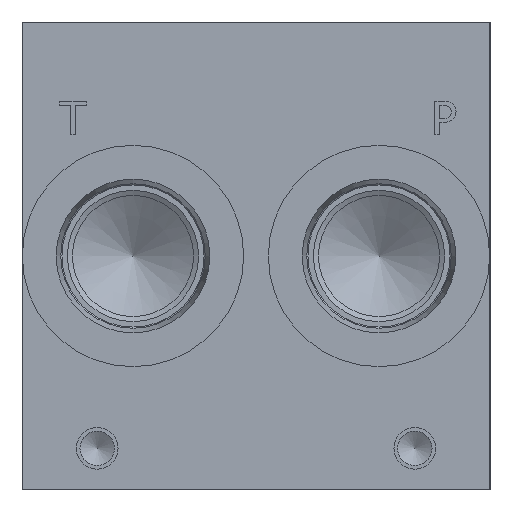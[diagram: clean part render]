
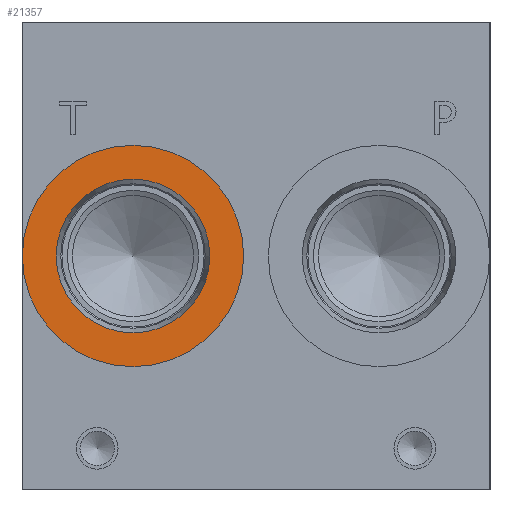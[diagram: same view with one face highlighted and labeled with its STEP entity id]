
A CAD part, left-side view. The second image highlights one B-rep face of the part: STEP entity #21357.
In plain terms, the highlighted planar face has unit normal (-1, 0, 0).
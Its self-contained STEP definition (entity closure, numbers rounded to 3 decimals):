
#673=CIRCLE('',#22388,21.019);
#674=CIRCLE('',#22389,21.019);
#675=CIRCLE('',#22391,14.592);
#676=CIRCLE('',#22392,14.592);
#1822=FACE_BOUND('',#3955,.T.);
#2715=FACE_OUTER_BOUND('',#3954,.T.);
#3954=EDGE_LOOP('',(#17472,#17473));
#3955=EDGE_LOOP('',(#17474,#17475));
#9590=VERTEX_POINT('',#35698);
#9591=VERTEX_POINT('',#35700);
#9592=VERTEX_POINT('',#35704);
#9593=VERTEX_POINT('',#35705);
#12386=EDGE_CURVE('',#9590,#9591,#673,.T.);
#12387=EDGE_CURVE('',#9591,#9590,#674,.T.);
#12388=EDGE_CURVE('',#9592,#9593,#675,.T.);
#12389=EDGE_CURVE('',#9593,#9592,#676,.T.);
#17472=ORIENTED_EDGE('',*,*,#12387,.F.);
#17473=ORIENTED_EDGE('',*,*,#12386,.F.);
#17474=ORIENTED_EDGE('',*,*,#12388,.T.);
#17475=ORIENTED_EDGE('',*,*,#12389,.T.);
#19811=PLANE('',#22390);
#21357=ADVANCED_FACE('',(#2715,#1822),#19811,.F.);
#22388=AXIS2_PLACEMENT_3D('',#35701,#26225,#26226);
#22389=AXIS2_PLACEMENT_3D('',#35702,#26227,#26228);
#22390=AXIS2_PLACEMENT_3D('',#35703,#26229,#26230);
#22391=AXIS2_PLACEMENT_3D('',#35706,#26231,#26232);
#22392=AXIS2_PLACEMENT_3D('',#35707,#26233,#26234);
#26225=DIRECTION('center_axis',(1.,0.,0.));
#26226=DIRECTION('ref_axis',(0.,0.,-1.));
#26227=DIRECTION('center_axis',(1.,0.,0.));
#26228=DIRECTION('ref_axis',(0.,0.,-1.));
#26229=DIRECTION('center_axis',(1.,0.,0.));
#26230=DIRECTION('ref_axis',(0.,0.,-1.));
#26231=DIRECTION('center_axis',(1.,0.,0.));
#26232=DIRECTION('ref_axis',(0.,0.,-1.));
#26233=DIRECTION('center_axis',(1.,0.,0.));
#26234=DIRECTION('ref_axis',(0.,0.,-1.));
#35698=CARTESIAN_POINT('',(0.787,67.818,23.432));
#35700=CARTESIAN_POINT('',(0.787,67.818,65.469));
#35701=CARTESIAN_POINT('Origin',(0.787,67.818,44.45));
#35702=CARTESIAN_POINT('Origin',(0.787,67.818,44.45));
#35703=CARTESIAN_POINT('Origin',(0.787,67.818,59.042));
#35704=CARTESIAN_POINT('',(0.787,67.818,59.042));
#35705=CARTESIAN_POINT('',(0.787,67.818,29.858));
#35706=CARTESIAN_POINT('Origin',(0.787,67.818,44.45));
#35707=CARTESIAN_POINT('Origin',(0.787,67.818,44.45));
